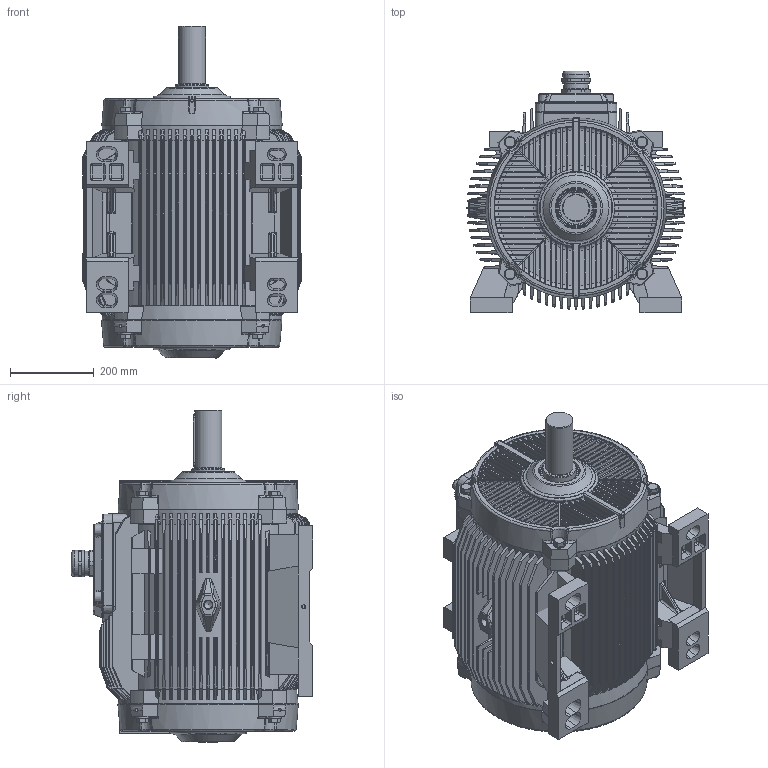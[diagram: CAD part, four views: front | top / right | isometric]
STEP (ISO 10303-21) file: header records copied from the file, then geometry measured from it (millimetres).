
FILE_DESCRIPTION(/* description */ (''),/* implementation_level */ '2;1');
FILE_NAME(/* name */ 'S2EP250L4-8D40-KG.stp',/* time_stamp */ '2021-01-08T10:56:38+03:00',/* author */ (''),/* organization */ (''),/* preprocessor_version */ 'ST-DEVELOPER v16',/* originating_system */ 'SIEMENS PLM Software NX 11.0',/* authorisation */ '');
FILE_SCHEMA (('AUTOMOTIVE_DESIGN { 1 0 10303 214 3 1 1 1 }'));
Products named in the file (1): 2603EC1454FFjkxs
Bounding box: 522 x 577.8 x 794.6 mm (x, y, z)
Surface area: 4061192.2 mm2 (no closed solid volume)
Topology: 0 solids, 49 shells, 2260 faces, 6870 edges, 4531 vertices
Faces by surface type: plane 1211, cylinder 480, cone 283, bspline 184, torus 74, sphere 28
Full cylindrical faces by diameter (mm): 7 x3, 8 x4, 10 x1, 16 x4, 20 x4, 21 x4, 44 x1, 57.633 x1, 59.157 x1, 60 x1, 62.992 x2, 65 x1, 80 x1, 82 x1, 95.8 x1, 100 x2, 149 x1
Entity records: 101989 total; most frequent: CARTESIAN_POINT 44090, ORIENTED_EDGE 12665, DIRECTION 10560, EDGE_CURVE 6724, VERTEX_POINT 4512, AXIS2_PLACEMENT_3D 3938, LINE 2684, VECTOR 2684
